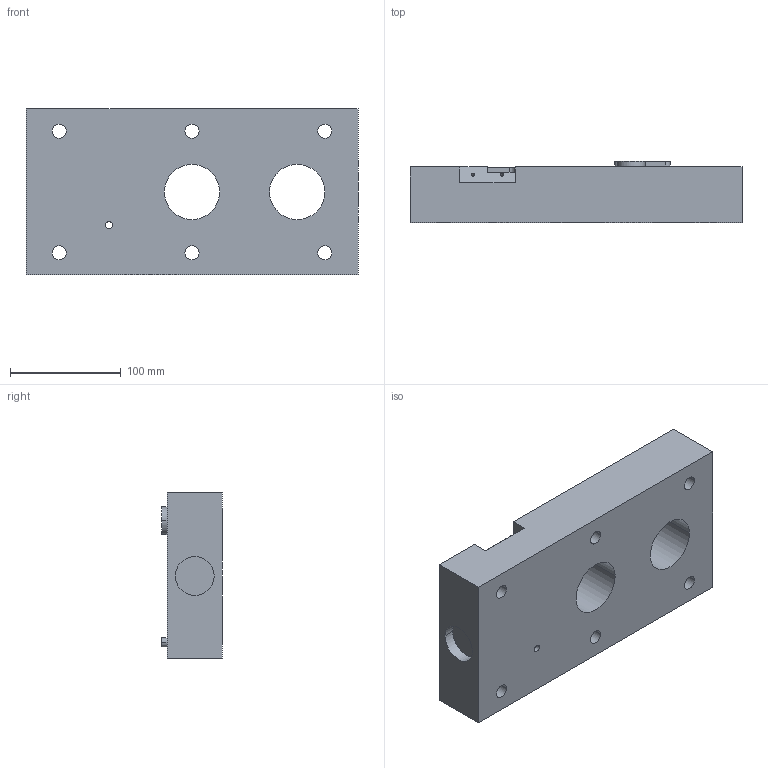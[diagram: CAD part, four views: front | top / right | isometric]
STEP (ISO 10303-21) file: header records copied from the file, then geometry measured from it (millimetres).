
FILE_DESCRIPTION(('produced by SPATIAL CORP'),'2;1');
FILE_NAME('team2.hh.sat.stp', '2002-04-19T09:54:02+00:00',('SPATIAL CORP'),('SPATIAL CORP'), 'ACIS STEP Husk','http://www.spatial.com','SPATIAL CORP');
FILE_SCHEMA(('CONFIG_CONTROL_DESIGN'));
Length unit declared in the file: millimetre
Products named in the file (1): PRODUCT_ID_1
Bounding box: 300 x 55 x 150 mm (x, y, z)
Volume: 1847205.7 mm3; surface area: 173203.8 mm2
Topology: 1 solids, 1 shells, 114 faces, 289 edges, 193 vertices
Faces by surface type: cylinder 66, plane 46, cone 2
Entity records: 3205 total; most frequent: ORIENTED_EDGE 574, CARTESIAN_POINT 513, DIRECTION 491, EDGE_CURVE 287, VERTEX_POINT 193, AXIS2_PLACEMENT_3D 171, EDGE_LOOP 150, FACE_BOUND 150
